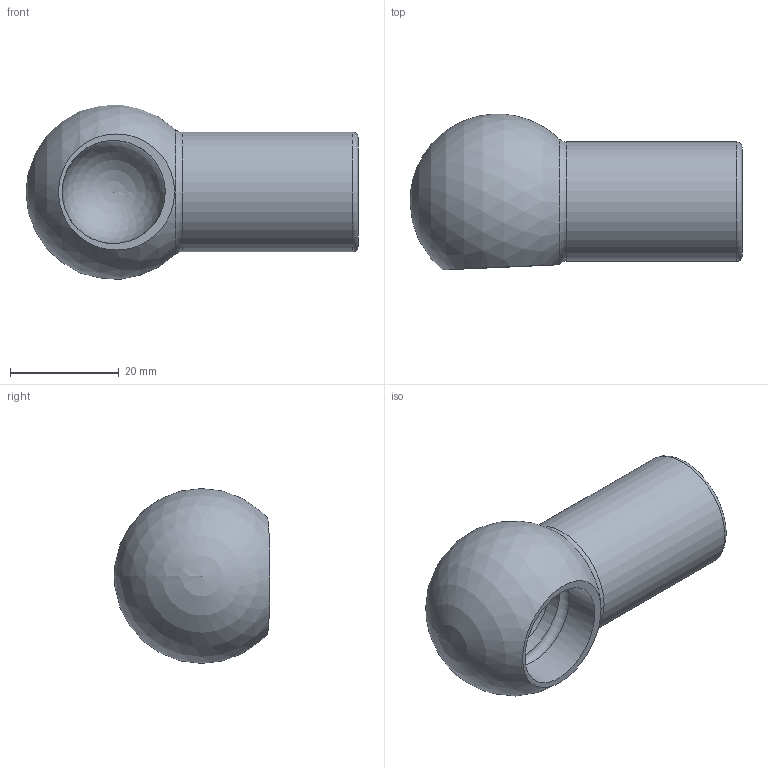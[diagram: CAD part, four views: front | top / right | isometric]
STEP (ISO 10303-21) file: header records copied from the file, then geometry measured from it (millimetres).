
FILE_DESCRIPTION( ( 'STEP AP214' ), '1' );
FILE_NAME( 'K0712.1916.stp', '2020-12-09T12:34:44', ( '' ), ( '' ), ' ', 'PARTsolutions', ' ' );
FILE_SCHEMA( ( 'AUTOMOTIVE_DESIGN { 1 0 10303 214 1 1 1 1 }' ) );
Length unit declared in the file: millimetre
Products named in the file (1): _K0712.1916
Bounding box: 61.15 x 28.68 x 32.22 mm (x, y, z)
Volume: 19464.2 mm3; surface area: 7559.2 mm2
Topology: 1 solids, 1 shells, 13 faces, 29 edges, 18 vertices
Faces by surface type: cylinder 4, torus 3, cone 2, sphere 2, plane 2
Full cylindrical faces by diameter (mm): 13.835 x1, 19 x2, 22 x1
Entity records: 390 total; most frequent: DIRECTION 52, CARTESIAN_POINT 42, AXIS2_PLACEMENT_3D 26, EDGE_LOOP 24, ORIENTED_EDGE 24, FACE_OUTER_BOUND 20, VERTEX_POINT 16, STYLED_ITEM 13
